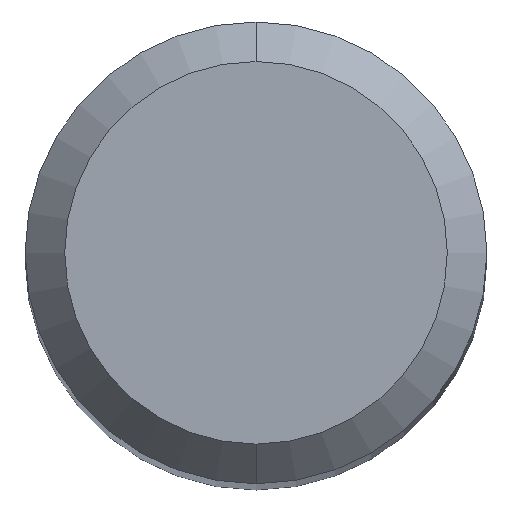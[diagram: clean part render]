
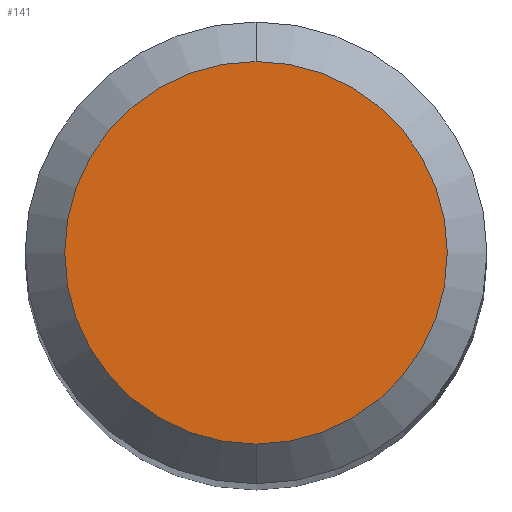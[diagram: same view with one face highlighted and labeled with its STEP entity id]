
A CAD part, top view. The second image highlights one B-rep face of the part: STEP entity #141.
In plain terms, the highlighted planar face has unit normal (0, 0, 1).
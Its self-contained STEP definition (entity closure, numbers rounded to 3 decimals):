
#141=ADVANCED_FACE('',(#358),#359,.T.);
#179=VERTEX_POINT('',#400);
#203=EDGE_CURVE('',#179,#221,#427,.T.);
#221=VERTEX_POINT('',#445);
#295=EDGE_CURVE('',#221,#179,#533,.T.);
#358=FACE_OUTER_BOUND('',#593,.T.);
#359=PLANE('',#594);
#400=CARTESIAN_POINT('',(0.0,1.45,0.0));
#427=CIRCLE('',#683,1.45);
#445=CARTESIAN_POINT('',(0.,-1.45,0.0));
#533=CIRCLE('',#815,1.45);
#593=EDGE_LOOP('',(#883,#884));
#594=AXIS2_PLACEMENT_3D('',#885,#886,#887);
#683=AXIS2_PLACEMENT_3D('',#966,#967,#968);
#815=AXIS2_PLACEMENT_3D('',#1106,#1107,#1108);
#883=ORIENTED_EDGE('',*,*,#203,.F.);
#884=ORIENTED_EDGE('',*,*,#295,.F.);
#885=CARTESIAN_POINT('',(0.0,0.725,0.0));
#886=DIRECTION('',(-0.0,0.0,1.0));
#887=DIRECTION('',(0.0,-1.0,0.0));
#966=CARTESIAN_POINT('',(0.0,0.0,0.0));
#967=DIRECTION('',(0.0,0.0,-1.0));
#968=DIRECTION('',(0.0,1.0,0.0));
#1106=CARTESIAN_POINT('',(0.0,0.0,0.0));
#1107=DIRECTION('',(0.0,0.0,-1.0));
#1108=DIRECTION('',(0.0,1.0,0.0));
